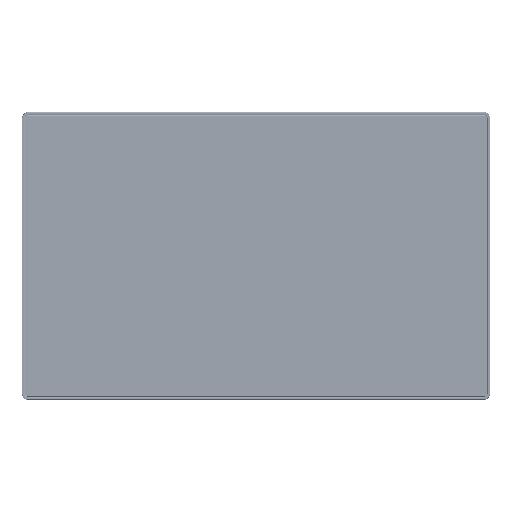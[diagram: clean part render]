
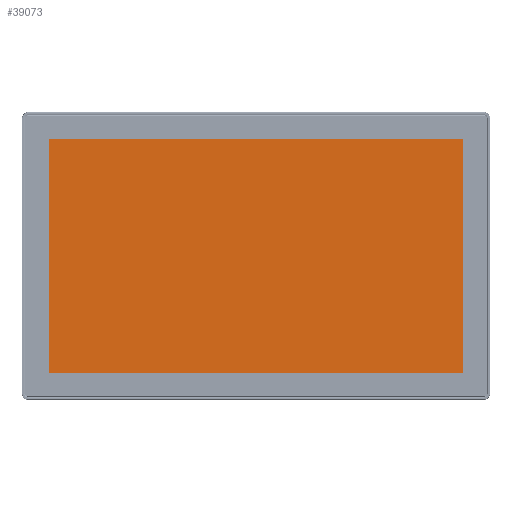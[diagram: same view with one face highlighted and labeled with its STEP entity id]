
A CAD part, top view. The second image highlights one B-rep face of the part: STEP entity #39073.
In plain terms, the highlighted planar face has unit normal (0, 0, 1).
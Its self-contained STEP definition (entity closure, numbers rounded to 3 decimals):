
#3573 = AXIS2_PLACEMENT_3D ( 'NONE', #75498, #41518, #103914 ) ;
#12132 = CARTESIAN_POINT ( 'NONE',  ( -205.2, 136.7, 0. ) ) ;
#13987 = CARTESIAN_POINT ( 'NONE',  ( 205.2, 115.7, 0. ) ) ;
#16213 = VERTEX_POINT ( 'NONE', #13987 ) ;
#20724 = PLANE ( 'NONE',  #3573 ) ;
#27137 = DIRECTION ( 'NONE',  ( 1., 0., 0. ) ) ;
#30778 = DIRECTION ( 'NONE',  ( -1., 0., 0. ) ) ;
#39073 = ADVANCED_FACE ( 'NONE', ( #55374 ), #20724, .T. ) ;
#39102 = EDGE_CURVE ( 'NONE', #132694, #64753, #52236, .T. ) ;
#39616 = DIRECTION ( 'NONE',  ( 0., 1., 0. ) ) ;
#41518 = DIRECTION ( 'NONE',  ( 0., 0., 1. ) ) ;
#44039 = CARTESIAN_POINT ( 'NONE',  ( 205.2, 136.7, 0. ) ) ;
#46965 = VECTOR ( 'NONE', #84984, 1000. ) ;
#52236 = LINE ( 'NONE', #122719, #74313 ) ;
#55374 = FACE_OUTER_BOUND ( 'NONE', #63793, .T. ) ;
#57299 = VECTOR ( 'NONE', #27137, 1000. ) ;
#57915 = EDGE_CURVE ( 'NONE', #64753, #130745, #63082, .T. ) ;
#63071 = EDGE_CURVE ( 'NONE', #130745, #16213, #131145, .T. ) ;
#63082 = LINE ( 'NONE', #12132, #119132 ) ;
#63793 = EDGE_LOOP ( 'NONE', ( #77241, #97228, #104015, #87648 ) ) ;
#64286 = CARTESIAN_POINT ( 'NONE',  ( -205.2, 115.7, 0. ) ) ;
#64753 = VERTEX_POINT ( 'NONE', #104715 ) ;
#74313 = VECTOR ( 'NONE', #30778, 1000. ) ;
#75498 = CARTESIAN_POINT ( 'NONE',  ( 226.2, 136.7, 0. ) ) ;
#76827 = CARTESIAN_POINT ( 'NONE',  ( 226.2, 115.7, 0. ) ) ;
#77241 = ORIENTED_EDGE ( 'NONE', *, *, #103360, .F. ) ;
#84984 = DIRECTION ( 'NONE',  ( 0., -1., 0. ) ) ;
#87648 = ORIENTED_EDGE ( 'NONE', *, *, #39102, .F. ) ;
#95057 = LINE ( 'NONE', #44039, #46965 ) ;
#97228 = ORIENTED_EDGE ( 'NONE', *, *, #63071, .F. ) ;
#103360 = EDGE_CURVE ( 'NONE', #16213, #132694, #95057, .T. ) ;
#103914 = DIRECTION ( 'NONE',  ( 1., 0., 0. ) ) ;
#104015 = ORIENTED_EDGE ( 'NONE', *, *, #57915, .F. ) ;
#104715 = CARTESIAN_POINT ( 'NONE',  ( -205.2, -115.7, 0. ) ) ;
#119132 = VECTOR ( 'NONE', #39616, 1000. ) ;
#122719 = CARTESIAN_POINT ( 'NONE',  ( 226.2, -115.7, 0. ) ) ;
#124761 = CARTESIAN_POINT ( 'NONE',  ( 205.2, -115.7, 0. ) ) ;
#130745 = VERTEX_POINT ( 'NONE', #64286 ) ;
#131145 = LINE ( 'NONE', #76827, #57299 ) ;
#132694 = VERTEX_POINT ( 'NONE', #124761 ) ;
